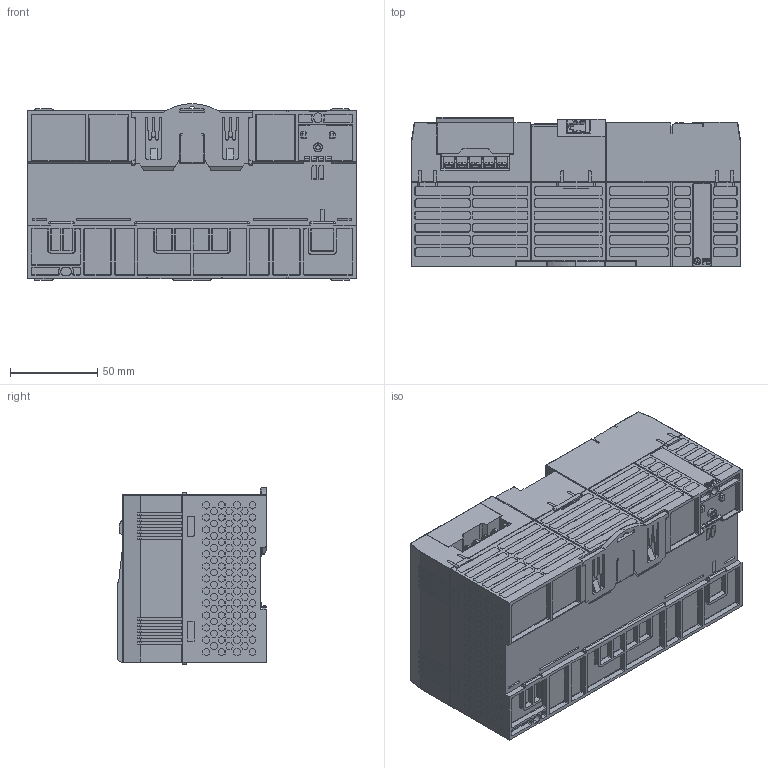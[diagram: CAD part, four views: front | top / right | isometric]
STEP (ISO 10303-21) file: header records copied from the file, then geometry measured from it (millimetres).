
FILE_DESCRIPTION (( 'STEP AP214' ), '1' );
FILE_NAME ('XMC-E16A.STEP', '2024-07-08T15:21:03', ( '' ), ( '' ), 'SwSTEP 2.0', 'SolidWorks 2021', '' );
FILE_SCHEMA (( 'AUTOMOTIVE_DESIGN' ));
Products named in the file (1): XMC-E16A
Bounding box: 188 x 85.1 x 101 mm (x, y, z)
Volume: 1426986.9 mm3; surface area: 101202.8 mm2
Topology: 1 solids, 1 shells, 4897 faces, 13269 edges, 8625 vertices
Faces by surface type: plane 3156, cylinder 1086, cone 359, bspline 276, torus 20
Entity records: 165630 total; most frequent: CARTESIAN_POINT 44868, ORIENTED_EDGE 26406, DIRECTION 23246, EDGE_CURVE 13203, VECTOR 9054, LINE 9054, VERTEX_POINT 8625, AXIS2_PLACEMENT_3D 7096
